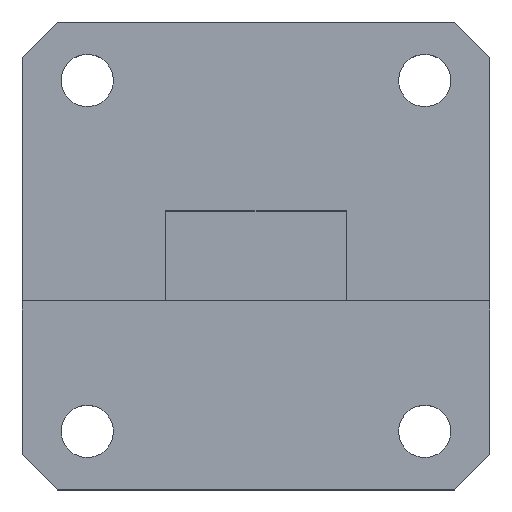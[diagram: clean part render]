
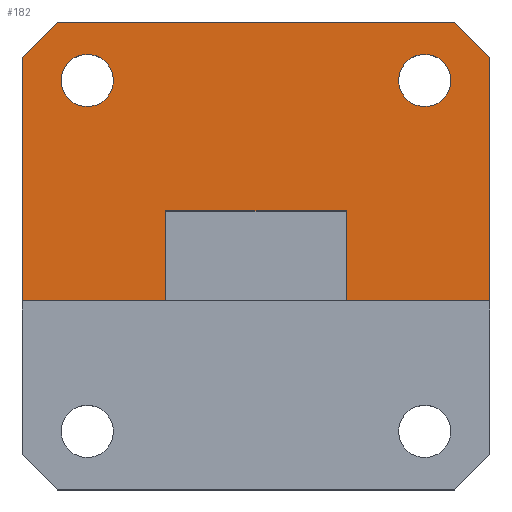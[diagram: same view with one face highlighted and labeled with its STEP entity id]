
A CAD part, top view. The second image highlights one B-rep face of the part: STEP entity #182.
In plain terms, the highlighted planar face has unit normal (0, 0, 1).
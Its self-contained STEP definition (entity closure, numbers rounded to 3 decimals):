
#182 = ADVANCED_FACE ( 'NONE', ( #27508, #33939, #37949 ), #4259, .F. ) ;
#800 = EDGE_CURVE ( 'NONE', #34185, #17993, #36431, .T. ) ;
#2928 = EDGE_CURVE ( 'NONE', #25092, #15383, #12312, .T. ) ;
#3308 = EDGE_CURVE ( 'NONE', #43419, #25092, #42538, .T. ) ;
#3330 = LINE ( 'NONE', #7305, #36921 ) ;
#4015 = DIRECTION ( 'NONE',  ( 0., 0., -1. ) ) ;
#4051 = AXIS2_PLACEMENT_3D ( 'NONE', #23914, #47436, #16959 ) ;
#4154 = DIRECTION ( 'NONE',  ( 1., 0., 0. ) ) ;
#4259 = PLANE ( 'NONE',  #30327 ) ;
#4570 = CARTESIAN_POINT ( 'NONE',  ( -10.26, 12.62, 0. ) ) ;
#5744 = CARTESIAN_POINT ( 'NONE',  ( 6.475, -3.239, 0. ) ) ;
#6167 = EDGE_CURVE ( 'NONE', #45988, #43419, #48211, .T. ) ;
#6384 = DIRECTION ( 'NONE',  ( -1., 0., 0. ) ) ;
#6572 = CARTESIAN_POINT ( 'NONE',  ( 16.827, 14.288, 0. ) ) ;
#6708 = VECTOR ( 'NONE', #33014, 1000. ) ;
#7133 = CARTESIAN_POINT ( 'NONE',  ( 12.14, 12.62, 0. ) ) ;
#7265 = ORIENTED_EDGE ( 'NONE', *, *, #19734, .F. ) ;
#7305 = CARTESIAN_POINT ( 'NONE',  ( 16.827, 16.827, 0. ) ) ;
#9465 = VERTEX_POINT ( 'NONE', #6572 ) ;
#9710 = VECTOR ( 'NONE', #18196, 1000. ) ;
#10055 = ORIENTED_EDGE ( 'NONE', *, *, #6167, .F. ) ;
#10417 = CIRCLE ( 'NONE', #4051, 1.88 ) ;
#11029 = VERTEX_POINT ( 'NONE', #12116 ) ;
#12049 = EDGE_LOOP ( 'NONE', ( #27631, #7265 ) ) ;
#12116 = CARTESIAN_POINT ( 'NONE',  ( -16.827, -3.239, 0. ) ) ;
#12312 = LINE ( 'NONE', #34565, #35469 ) ;
#12742 = CARTESIAN_POINT ( 'NONE',  ( 16.827, -3.239, 0. ) ) ;
#12852 = VECTOR ( 'NONE', #35771, 1000. ) ;
#13222 = EDGE_CURVE ( 'NONE', #17993, #34185, #10417, .T. ) ;
#13248 = CARTESIAN_POINT ( 'NONE',  ( -14.288, 16.827, 0. ) ) ;
#13544 = VECTOR ( 'NONE', #37672, 1000. ) ;
#13623 = CARTESIAN_POINT ( 'NONE',  ( -6.475, 3.238, 0. ) ) ;
#13938 = LINE ( 'NONE', #35989, #24485 ) ;
#14306 = ORIENTED_EDGE ( 'NONE', *, *, #800, .F. ) ;
#14483 = DIRECTION ( 'NONE',  ( 1., 0., 0. ) ) ;
#15383 = VERTEX_POINT ( 'NONE', #21272 ) ;
#15881 = CARTESIAN_POINT ( 'NONE',  ( 16.827, 16.827, 0. ) ) ;
#16389 = CIRCLE ( 'NONE', #31422, 1.88 ) ;
#16645 = VECTOR ( 'NONE', #43851, 1000. ) ;
#16959 = DIRECTION ( 'NONE',  ( 1., 0., 0. ) ) ;
#17161 = DIRECTION ( 'NONE',  ( -0.707, 0.707, 0. ) ) ;
#17675 = CARTESIAN_POINT ( 'NONE',  ( 16.827, -3.239, 0. ) ) ;
#17917 = LINE ( 'NONE', #13248, #6708 ) ;
#17936 = DIRECTION ( 'NONE',  ( 0., 0., 1. ) ) ;
#17990 = VERTEX_POINT ( 'NONE', #34640 ) ;
#17993 = VERTEX_POINT ( 'NONE', #41143 ) ;
#18196 = DIRECTION ( 'NONE',  ( -1., 0., 0. ) ) ;
#18664 = VECTOR ( 'NONE', #20455, 1000. ) ;
#18756 = VERTEX_POINT ( 'NONE', #47538 ) ;
#18813 = CARTESIAN_POINT ( 'NONE',  ( -16.827, 16.827, 0. ) ) ;
#19392 = EDGE_CURVE ( 'NONE', #18756, #32419, #17917, .T. ) ;
#19706 = DIRECTION ( 'NONE',  ( -1., 0., 0. ) ) ;
#19734 = EDGE_CURVE ( 'NONE', #17990, #31563, #21759, .T. ) ;
#19803 = VERTEX_POINT ( 'NONE', #29541 ) ;
#20455 = DIRECTION ( 'NONE',  ( 0., 1., 0. ) ) ;
#20930 = VERTEX_POINT ( 'NONE', #44430 ) ;
#21272 = CARTESIAN_POINT ( 'NONE',  ( -6.475, 3.238, 0. ) ) ;
#21320 = ORIENTED_EDGE ( 'NONE', *, *, #33543, .T. ) ;
#21384 = AXIS2_PLACEMENT_3D ( 'NONE', #7133, #33083, #43778 ) ;
#21759 = CIRCLE ( 'NONE', #33588, 1.88 ) ;
#21826 = EDGE_LOOP ( 'NONE', ( #39160, #37274, #23049, #31571, #21320, #26511, #35219, #27989, #44395, #10055 ) ) ;
#22358 = DIRECTION ( 'NONE',  ( 0., -1., 0. ) ) ;
#22460 = VECTOR ( 'NONE', #6384, 1000. ) ;
#23049 = ORIENTED_EDGE ( 'NONE', *, *, #42601, .T. ) ;
#23790 = DIRECTION ( 'NONE',  ( -1., 0., 0. ) ) ;
#23914 = CARTESIAN_POINT ( 'NONE',  ( 12.14, 12.62, 0. ) ) ;
#24485 = VECTOR ( 'NONE', #17161, 1000. ) ;
#25092 = VERTEX_POINT ( 'NONE', #34652 ) ;
#25152 = CARTESIAN_POINT ( 'NONE',  ( 16.827, -3.239, 0. ) ) ;
#25370 = CARTESIAN_POINT ( 'NONE',  ( -12.14, 12.62, 0. ) ) ;
#26511 = ORIENTED_EDGE ( 'NONE', *, *, #47710, .F. ) ;
#26647 = CARTESIAN_POINT ( 'NONE',  ( -12.14, 12.62, 0. ) ) ;
#27363 = EDGE_LOOP ( 'NONE', ( #35475, #14306 ) ) ;
#27508 = FACE_BOUND ( 'NONE', #12049, .T. ) ;
#27631 = ORIENTED_EDGE ( 'NONE', *, *, #39394, .F. ) ;
#27989 = ORIENTED_EDGE ( 'NONE', *, *, #2928, .F. ) ;
#29493 = EDGE_CURVE ( 'NONE', #9465, #20930, #13938, .T. ) ;
#29541 = CARTESIAN_POINT ( 'NONE',  ( -6.475, -3.239, 0. ) ) ;
#30327 = AXIS2_PLACEMENT_3D ( 'NONE', #15881, #4015, #23790 ) ;
#31422 = AXIS2_PLACEMENT_3D ( 'NONE', #26647, #38083, #4154 ) ;
#31563 = VERTEX_POINT ( 'NONE', #4570 ) ;
#31571 = ORIENTED_EDGE ( 'NONE', *, *, #19392, .T. ) ;
#32419 = VERTEX_POINT ( 'NONE', #37280 ) ;
#33014 = DIRECTION ( 'NONE',  ( -0.707, -0.707, 0. ) ) ;
#33055 = CARTESIAN_POINT ( 'NONE',  ( 16.827, 16.827, 0. ) ) ;
#33083 = DIRECTION ( 'NONE',  ( 0., 0., 1. ) ) ;
#33200 = LINE ( 'NONE', #18813, #13544 ) ;
#33543 = EDGE_CURVE ( 'NONE', #32419, #11029, #33200, .T. ) ;
#33588 = AXIS2_PLACEMENT_3D ( 'NONE', #25370, #17936, #14483 ) ;
#33939 = FACE_BOUND ( 'NONE', #27363, .T. ) ;
#34185 = VERTEX_POINT ( 'NONE', #39573 ) ;
#34565 = CARTESIAN_POINT ( 'NONE',  ( -6.475, 3.238, 0. ) ) ;
#34640 = CARTESIAN_POINT ( 'NONE',  ( -14.02, 12.62, 0. ) ) ;
#34652 = CARTESIAN_POINT ( 'NONE',  ( 6.475, 3.238, 0. ) ) ;
#35219 = ORIENTED_EDGE ( 'NONE', *, *, #41413, .F. ) ;
#35469 = VECTOR ( 'NONE', #19706, 1000. ) ;
#35475 = ORIENTED_EDGE ( 'NONE', *, *, #13222, .F. ) ;
#35771 = DIRECTION ( 'NONE',  ( -1., 0., 0. ) ) ;
#35989 = CARTESIAN_POINT ( 'NONE',  ( 16.827, 14.288, 0. ) ) ;
#36013 = LINE ( 'NONE', #17675, #12852 ) ;
#36431 = CIRCLE ( 'NONE', #21384, 1.88 ) ;
#36921 = VECTOR ( 'NONE', #22358, 1000. ) ;
#37274 = ORIENTED_EDGE ( 'NONE', *, *, #29493, .T. ) ;
#37280 = CARTESIAN_POINT ( 'NONE',  ( -16.827, 14.287, 0. ) ) ;
#37672 = DIRECTION ( 'NONE',  ( 0., -1., 0. ) ) ;
#37949 = FACE_OUTER_BOUND ( 'NONE', #21826, .T. ) ;
#38083 = DIRECTION ( 'NONE',  ( 0., 0., 1. ) ) ;
#39160 = ORIENTED_EDGE ( 'NONE', *, *, #47869, .F. ) ;
#39315 = CARTESIAN_POINT ( 'NONE',  ( 6.475, 3.238, 0. ) ) ;
#39394 = EDGE_CURVE ( 'NONE', #31563, #17990, #16389, .T. ) ;
#39573 = CARTESIAN_POINT ( 'NONE',  ( 10.26, 12.62, 0. ) ) ;
#41143 = CARTESIAN_POINT ( 'NONE',  ( 14.02, 12.62, 0. ) ) ;
#41413 = EDGE_CURVE ( 'NONE', #15383, #19803, #47305, .T. ) ;
#42538 = LINE ( 'NONE', #39315, #18664 ) ;
#42601 = EDGE_CURVE ( 'NONE', #20930, #18756, #43997, .T. ) ;
#43419 = VERTEX_POINT ( 'NONE', #5744 ) ;
#43778 = DIRECTION ( 'NONE',  ( 1., 0., 0. ) ) ;
#43851 = DIRECTION ( 'NONE',  ( 0., -1., 0. ) ) ;
#43997 = LINE ( 'NONE', #33055, #9710 ) ;
#44395 = ORIENTED_EDGE ( 'NONE', *, *, #3308, .F. ) ;
#44430 = CARTESIAN_POINT ( 'NONE',  ( 14.287, 16.827, 0. ) ) ;
#45988 = VERTEX_POINT ( 'NONE', #12742 ) ;
#47305 = LINE ( 'NONE', #13623, #16645 ) ;
#47436 = DIRECTION ( 'NONE',  ( 0., 0., 1. ) ) ;
#47538 = CARTESIAN_POINT ( 'NONE',  ( -14.288, 16.827, 0. ) ) ;
#47710 = EDGE_CURVE ( 'NONE', #19803, #11029, #36013, .T. ) ;
#47869 = EDGE_CURVE ( 'NONE', #9465, #45988, #3330, .T. ) ;
#48211 = LINE ( 'NONE', #25152, #22460 ) ;
